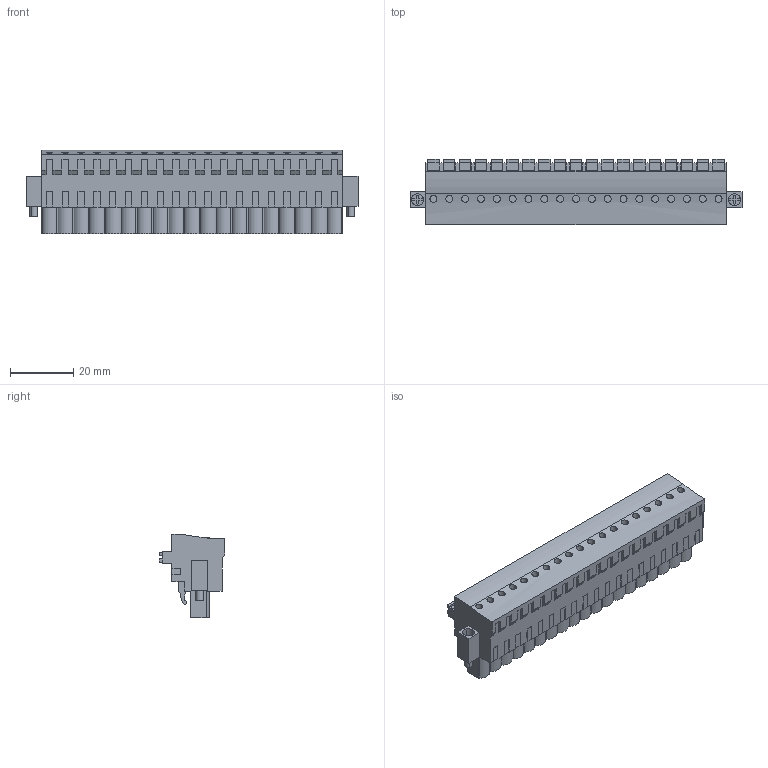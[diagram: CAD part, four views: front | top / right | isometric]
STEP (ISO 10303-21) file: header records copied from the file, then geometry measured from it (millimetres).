
FILE_DESCRIPTION(('CATIA V5 STEP Exchange','CAx-IF Rec.Pracs.--- Model Styling and Organization---1.2---2011-12-15'),'2;1');
FILE_NAME ('D1461117_0_1980820000_1980820000.stp','2017-09-23T15:17:17+00:00',('none'),('Weidmueller'),'CATIA Version 5-6 Release 2014','CATIA V5 STEP AP214','none');
FILE_SCHEMA(('AUTOMOTIVE_DESIGN { 1 0 10303 214 1 1 1 1 }'));
Length unit declared in the file: millimetre
Products named in the file (1): 1980820000
Bounding box: 104.8 x 20.79 x 26.24 mm (x, y, z)
Volume: 29139.9 mm3; surface area: 13265.4 mm2
Topology: 22 solids, 22 shells, 1245 faces, 3549 edges, 2430 vertices
Faces by surface type: plane 989, cylinder 248, extrusion 8
Entity records: 37363 total; most frequent: CARTESIAN_POINT 7258, ORIENTED_EDGE 7098, DIRECTION 4725, EDGE_CURVE 3549, VECTOR 2975, LINE 2967, VERTEX_POINT 2430, EDGE_LOOP 1331
